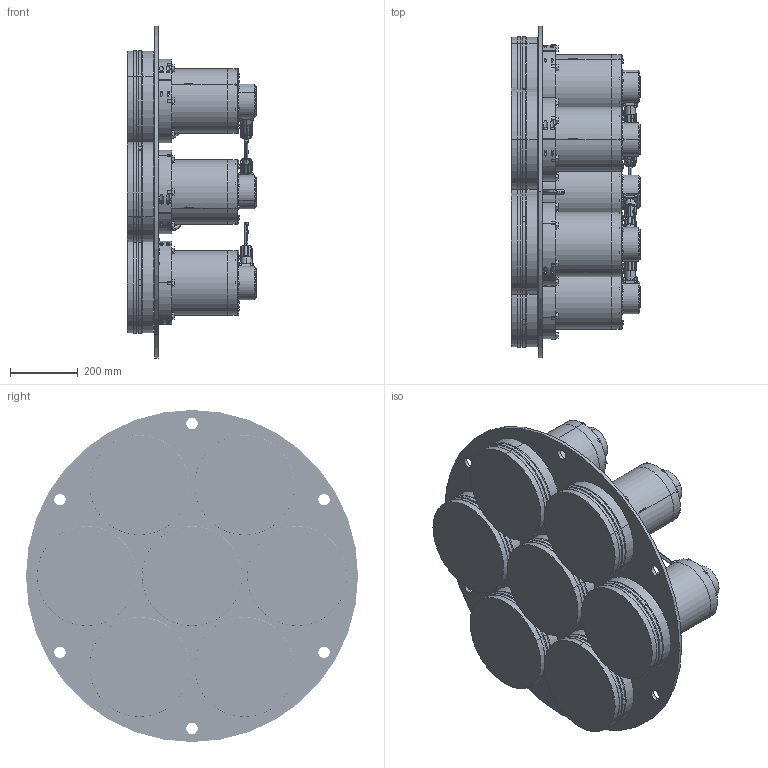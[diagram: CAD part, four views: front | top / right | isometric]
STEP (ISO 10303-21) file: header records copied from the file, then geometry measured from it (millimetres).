
FILE_DESCRIPTION (( 'STEP AP203' ), '1' );
FILE_NAME ('747 9012.STEP', '2016-11-15T10:16:48', ( '' ), ( '' ), 'SwSTEP 2.0', 'SolidWorks 2016', '' );
FILE_SCHEMA (( 'CONFIG_CONTROL_DESIGN' ));
Products named in the file (1): 747 9012
Bounding box: 383.7 x 980 x 980 mm (x, y, z)
Surface area: 4018382.9 mm2 (no closed solid volume)
Topology: 0 solids, 704 shells, 2526 faces, 11366 edges, 9372 vertices
Faces by surface type: plane 1527, cylinder 881, cone 49, bspline 35, torus 34
Entity records: 134004 total; most frequent: CARTESIAN_POINT 44268, DIRECTION 18354, ORIENTED_EDGE 14669, EDGE_CURVE 11366, VERTEX_POINT 9372, LINE 6132, VECTOR 6132, AXIS2_PLACEMENT_3D 6111
